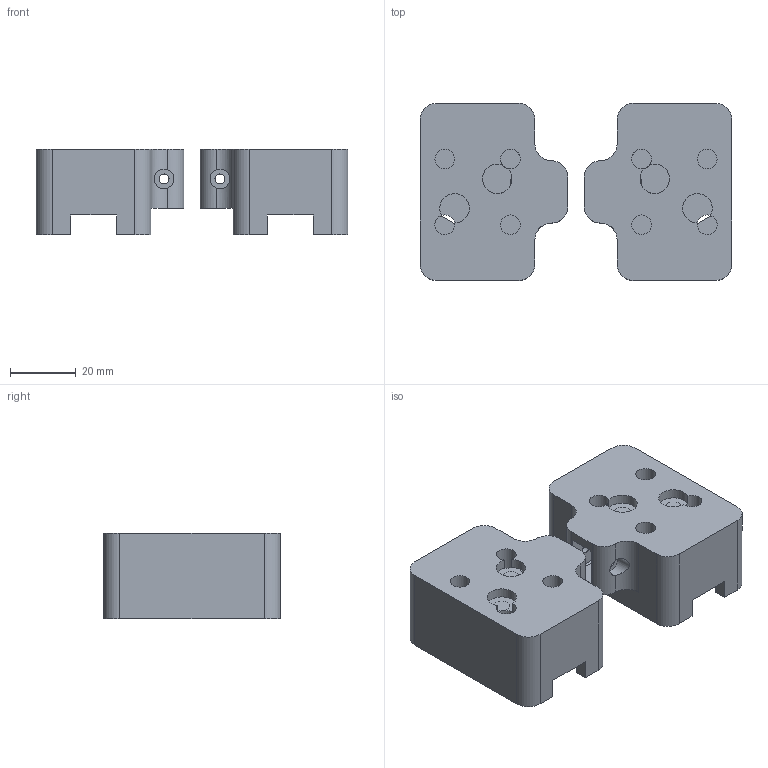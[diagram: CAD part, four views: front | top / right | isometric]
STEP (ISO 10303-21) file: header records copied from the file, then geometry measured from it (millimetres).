
FILE_DESCRIPTION(/* description */ (''),/* implementation_level */ '2;1');
FILE_NAME(/* name */ 'XY Bracket Bottom.step',/* time_stamp */ '2020-06-08T21:37:21-05:00',/* author */ (''),/* organization */ (''),/* preprocessor_version */ 'ST-DEVELOPER v18.1',/* originating_system */ 'Autodesk Translation Framework v9.3.0.1241',/* authorisation */ '');
FILE_SCHEMA (('AUTOMOTIVE_DESIGN { 1 0 10303 214 3 1 1 }'));
Length unit declared in the file: millimetre
Products named in the file (5): XY Bracket Bottom Right; XY Brackets; Left Bottom; XY Bracket Bottom Right_1; Left Bottom_1
Assembly tree (4 placements, depth 3):
  XY Bracket Bottom Right
    XY Brackets
      Left Bottom
    XY Bracket Bottom Right_1
      Left Bottom_1
Bounding box: 95 x 54 x 26 mm (x, y, z)
Volume: 68100.5 mm3; surface area: 24942.3 mm2
Topology: 2 solids, 2 shells, 196 faces, 530 edges, 352 vertices
Faces by surface type: plane 126, cylinder 70
Full cylindrical faces by diameter (mm): 3 x12, 5 x4, 6 x10
Entity records: 6435 total; most frequent: CARTESIAN_POINT 1175, DIRECTION 1106, ORIENTED_EDGE 1060, EDGE_CURVE 530, AXIS2_PLACEMENT_3D 377, LINE 352, VECTOR 352, VERTEX_POINT 352
